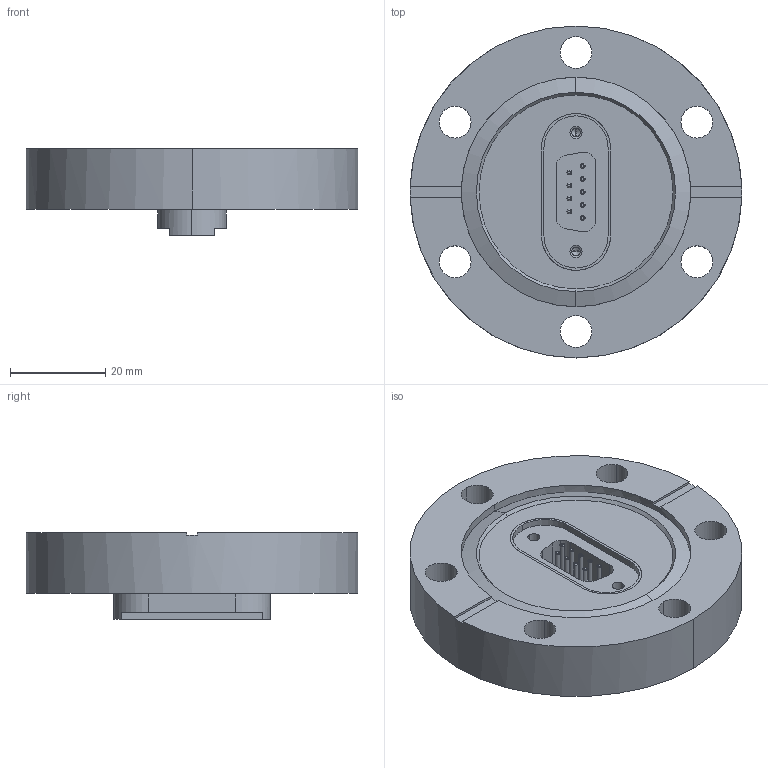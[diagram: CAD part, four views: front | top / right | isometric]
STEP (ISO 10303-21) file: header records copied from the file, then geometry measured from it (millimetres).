
FILE_DESCRIPTION(('STEP AP214'),'1');
FILE_NAME('tmp0.STP',' ',(' '),(' '),'XStep 1.0',' ',' ');
FILE_SCHEMA(('automotive_design'));
Length unit declared in the file: millimetre
Bounding box: 69.8 x 69.8 x 18.2 mm (x, y, z)
Volume: 43692.3 mm3; surface area: 15561.3 mm2
Topology: 2 solids, 2 shells, 203 faces, 470 edges, 288 vertices
Faces by surface type: cylinder 96, plane 51, torus 36, cone 20
Entity records: 7475 total; most frequent: DIRECTION 1152, CARTESIAN_POINT 955, ORIENTED_EDGE 924, AXIS2_PLACEMENT_3D 485, EDGE_CURVE 462, VERTEX_POINT 288, CIRCLE 280, EDGE_LOOP 242
